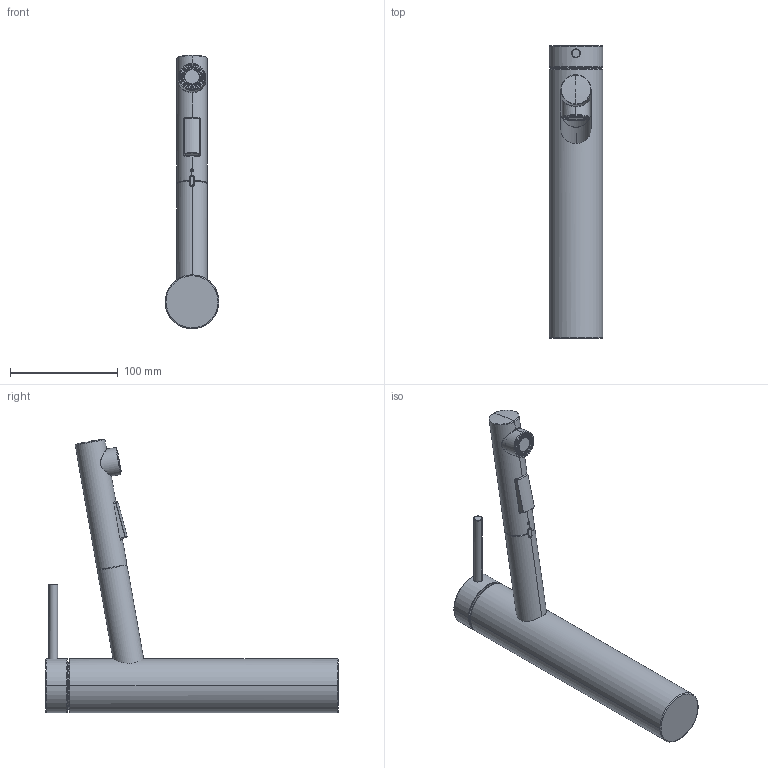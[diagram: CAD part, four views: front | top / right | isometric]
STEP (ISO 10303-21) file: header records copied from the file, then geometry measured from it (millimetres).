
FILE_DESCRIPTION(('STEP AP242'),'1');
FILE_NAME('Namor 2.stp','2024-04-12T09:48:56',(' '),(' '),'Spatial InterOp 3D',' ',' ');
FILE_SCHEMA(('AP242_MANAGED_MODEL_BASED_3D_ENGINEERING_MIM_LF {1 0 10303 442 1 1 4}'));
Length unit declared in the file: millimetre
Products named in the file (2): Namor 2; ASSEM1
Assembly tree (1 placements, depth 2):
  Namor 2
    ASSEM1
Bounding box: 50 x 271.61 x 253.94 mm (x, y, z)
Volume: 565765 mm3; surface area: 95482.7 mm2
Topology: 18 solids, 25 shells, 893 faces, 2398 edges, 1562 vertices
Faces by surface type: cylinder 301, plane 270, torus 121, cone 97, bspline 88, sphere 16
Entity records: 37358 total; most frequent: CARTESIAN_POINT 16469, ORIENTED_EDGE 4726, DIRECTION 3770, EDGE_CURVE 2387, VERTEX_POINT 1562, AXIS2_PLACEMENT_3D 1452, EDGE_LOOP 969, ADVANCED_FACE 887
